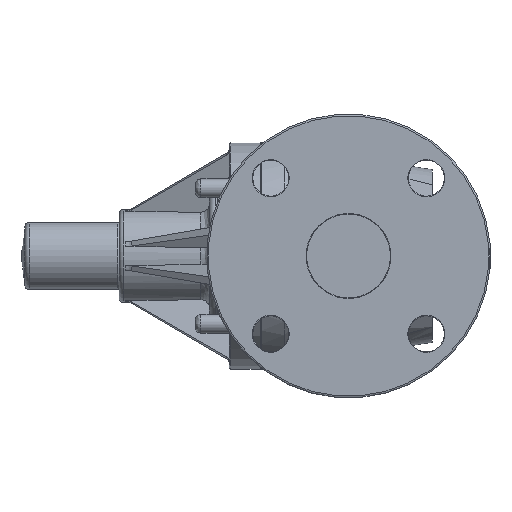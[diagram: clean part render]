
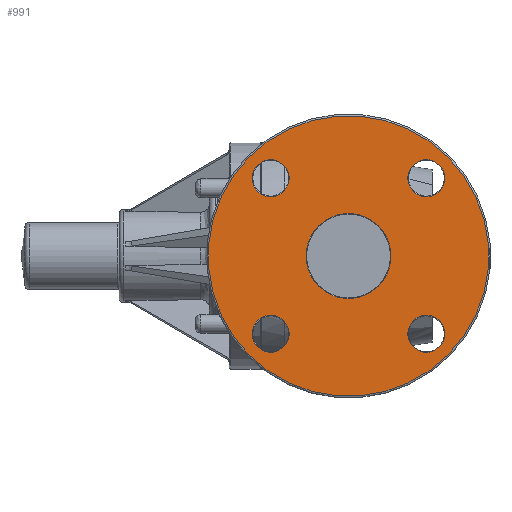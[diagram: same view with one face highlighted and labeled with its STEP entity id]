
A CAD part, left-side view. The second image highlights one B-rep face of the part: STEP entity #991.
In plain terms, the highlighted planar face has unit normal (-1, 0, 0).
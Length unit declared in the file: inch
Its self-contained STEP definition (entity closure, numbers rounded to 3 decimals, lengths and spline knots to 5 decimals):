
#885=CARTESIAN_POINT('',(-4.635,3.21955,1.74655));
#886=VERTEX_POINT('',#885);
#887=CARTESIAN_POINT('',(-4.635,1.473,0.));
#888=DIRECTION('',(1.0,0.,0.));
#889=DIRECTION('',(0.,-0.707,-0.707));
#890=AXIS2_PLACEMENT_3D('',#887,#888,#889);
#891=CIRCLE('',#890,2.47);
#892=EDGE_CURVE('',#886,#886,#891,.T.);
#928=CARTESIAN_POINT('',(-4.635,2.61781,1.14481));
#929=DIRECTION('',(-1.0,0.0,0.0));
#930=DIRECTION('',(0.0,-0.707,0.707));
#931=AXIS2_PLACEMENT_3D('',#928,#929,#930);
#932=PLANE('',#931);
#933=ORIENTED_EDGE('',*,*,#892,.F.);
#934=EDGE_LOOP('',(#933));
#935=FACE_OUTER_BOUND('',#934,.T.);
#936=CARTESIAN_POINT('',(-4.635,-0.12683,-1.14021));
#937=VERTEX_POINT('',#936);
#938=CARTESIAN_POINT('',(-4.635,0.10298,-1.37002));
#939=DIRECTION('',(-1.0,0.,0.));
#940=DIRECTION('',(0.,0.707,-0.707));
#941=AXIS2_PLACEMENT_3D('',#938,#939,#940);
#942=CIRCLE('',#941,0.325);
#943=EDGE_CURVE('',#937,#937,#942,.T.);
#944=ORIENTED_EDGE('',*,*,#943,.F.);
#945=EDGE_LOOP('',(#944));
#946=FACE_BOUND('',#945,.T.);
#947=CARTESIAN_POINT('',(-4.635,2.61321,-1.59983));
#948=VERTEX_POINT('',#947);
#949=CARTESIAN_POINT('',(-4.635,2.84302,-1.37002));
#950=DIRECTION('',(-1.0,0.,0.));
#951=DIRECTION('',(0.,0.707,0.707));
#952=AXIS2_PLACEMENT_3D('',#949,#950,#951);
#953=CIRCLE('',#952,0.325);
#954=EDGE_CURVE('',#948,#948,#953,.T.);
#955=ORIENTED_EDGE('',*,*,#954,.F.);
#956=EDGE_LOOP('',(#955));
#957=FACE_BOUND('',#956,.T.);
#958=CARTESIAN_POINT('',(-4.635,3.07283,1.14021));
#959=VERTEX_POINT('',#958);
#960=CARTESIAN_POINT('',(-4.635,2.84302,1.37002));
#961=DIRECTION('',(-1.0,0.,0.));
#962=DIRECTION('',(0.,-0.707,0.707));
#963=AXIS2_PLACEMENT_3D('',#960,#961,#962);
#964=CIRCLE('',#963,0.325);
#965=EDGE_CURVE('',#959,#959,#964,.T.);
#966=ORIENTED_EDGE('',*,*,#965,.F.);
#967=EDGE_LOOP('',(#966));
#968=FACE_BOUND('',#967,.T.);
#969=CARTESIAN_POINT('',(-4.635,2.00192,0.52892));
#970=VERTEX_POINT('',#969);
#971=CARTESIAN_POINT('',(-4.635,1.473,0.));
#972=DIRECTION('',(-1.,0.,0.));
#973=DIRECTION('',(0.,-0.707,-0.707));
#974=AXIS2_PLACEMENT_3D('',#971,#972,#973);
#975=CIRCLE('',#974,0.748);
#976=EDGE_CURVE('',#970,#970,#975,.T.);
#977=ORIENTED_EDGE('',*,*,#976,.F.);
#978=EDGE_LOOP('',(#977));
#979=FACE_BOUND('',#978,.T.);
#980=CARTESIAN_POINT('',(-4.635,0.33279,1.59983));
#981=VERTEX_POINT('',#980);
#982=CARTESIAN_POINT('',(-4.635,0.10298,1.37002));
#983=DIRECTION('',(-1.0,0.,0.));
#984=DIRECTION('',(0.,-0.707,-0.707));
#985=AXIS2_PLACEMENT_3D('',#982,#983,#984);
#986=CIRCLE('',#985,0.325);
#987=EDGE_CURVE('',#981,#981,#986,.T.);
#988=ORIENTED_EDGE('',*,*,#987,.F.);
#989=EDGE_LOOP('',(#988));
#990=FACE_BOUND('',#989,.T.);
#991=ADVANCED_FACE('',(#935,#946,#957,#968,#979,#990),#932,.T.);
